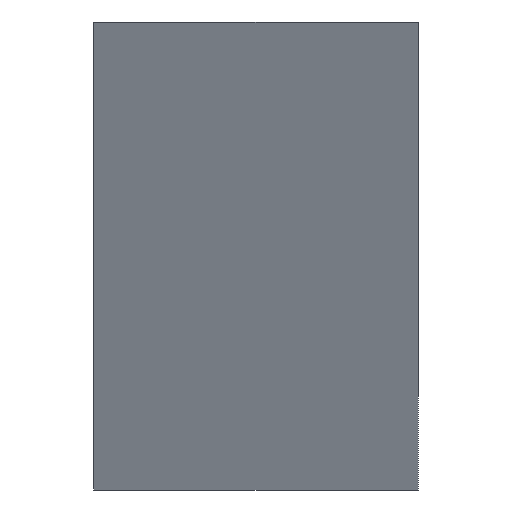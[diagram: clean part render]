
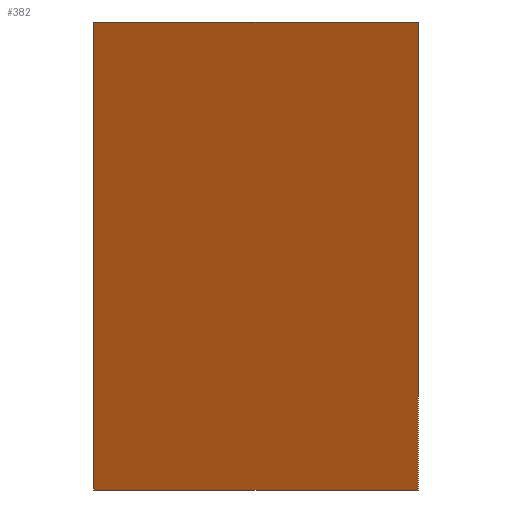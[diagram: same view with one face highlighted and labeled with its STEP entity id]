
A CAD part, left-side view. The second image highlights one B-rep face of the part: STEP entity #382.
In plain terms, the highlighted planar face has unit normal (-0.866, 0.5, 0).
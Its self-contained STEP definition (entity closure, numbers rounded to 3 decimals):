
#33=PLANE('',#430);
#52=FACE_OUTER_BOUND('',#74,.T.);
#74=EDGE_LOOP('',(#341,#342,#343,#344));
#91=LINE('',#568,#136);
#113=LINE('',#610,#158);
#121=LINE('',#627,#166);
#122=LINE('',#628,#167);
#136=VECTOR('',#468,10.);
#158=VECTOR('',#502,10.);
#166=VECTOR('',#520,10.);
#167=VECTOR('',#521,10.);
#190=VERTEX_POINT('',#566);
#191=VERTEX_POINT('',#567);
#205=VERTEX_POINT('',#608);
#209=VERTEX_POINT('',#626);
#227=EDGE_CURVE('',#190,#191,#91,.T.);
#249=EDGE_CURVE('',#205,#190,#113,.T.);
#257=EDGE_CURVE('',#205,#209,#121,.T.);
#258=EDGE_CURVE('',#209,#191,#122,.T.);
#341=ORIENTED_EDGE('',*,*,#257,.T.);
#342=ORIENTED_EDGE('',*,*,#258,.T.);
#343=ORIENTED_EDGE('',*,*,#227,.F.);
#344=ORIENTED_EDGE('',*,*,#249,.F.);
#382=ADVANCED_FACE('',(#52),#33,.T.);
#430=AXIS2_PLACEMENT_3D('',#625,#518,#519);
#468=DIRECTION('',(-0.5,-0.866,0.));
#502=DIRECTION('',(0.,0.,1.));
#518=DIRECTION('center_axis',(-0.866,0.5,0.));
#519=DIRECTION('ref_axis',(-0.5,-0.866,0.));
#520=DIRECTION('',(-0.5,-0.866,0.));
#521=DIRECTION('',(0.,0.,1.));
#566=CARTESIAN_POINT('',(20.,34.641,50.));
#567=CARTESIAN_POINT('',(0.,0.,50.));
#568=CARTESIAN_POINT('',(20.,34.641,50.));
#608=CARTESIAN_POINT('',(20.,34.641,0.));
#610=CARTESIAN_POINT('',(20.,34.641,0.));
#625=CARTESIAN_POINT('Origin',(20.,34.641,0.));
#626=CARTESIAN_POINT('',(0.,0.,0.));
#627=CARTESIAN_POINT('',(20.,34.641,0.));
#628=CARTESIAN_POINT('',(0.,0.,0.));
